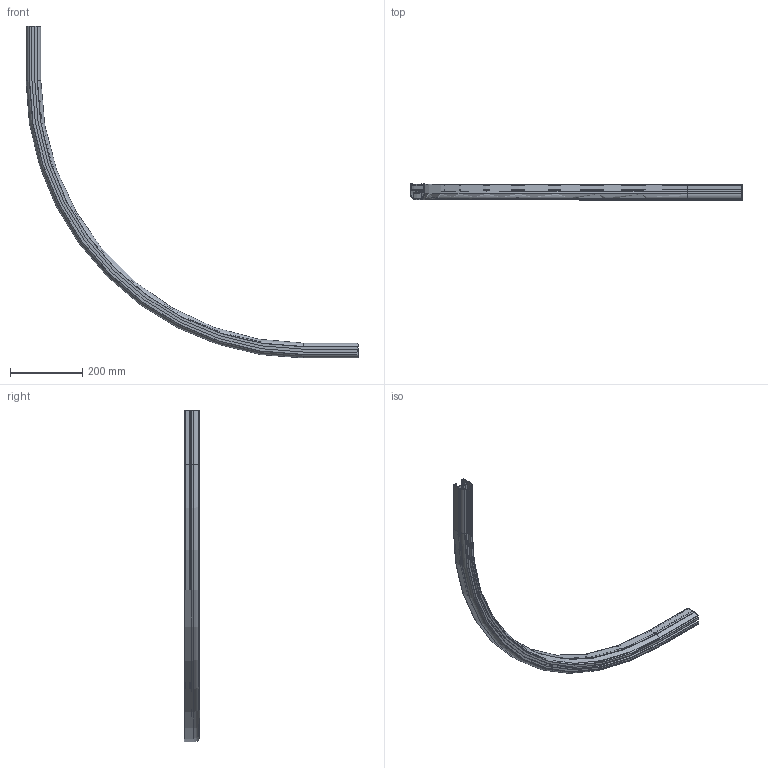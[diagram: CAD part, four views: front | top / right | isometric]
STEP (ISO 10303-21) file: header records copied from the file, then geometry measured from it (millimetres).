
FILE_DESCRIPTION (( 'STEP AP203' ), '1' );
FILE_NAME ('T81070.STEP', '2018-09-13T11:14:18', ( '' ), ( '' ), 'SwSTEP 2.0', 'SolidWorks 2016', '' );
FILE_SCHEMA (( 'CONFIG_CONTROL_DESIGN' ));
Length unit declared in the file: millimetre
Products named in the file (1): T81070
Bounding box: 920.5 x 43 x 920.5 mm (x, y, z)
Volume: 719274.8 mm3; surface area: 617167.1 mm2
Topology: 1 solids, 1 shells, 165 faces, 423 edges, 260 vertices
Faces by surface type: cylinder 82, plane 50, torus 33
Entity records: 5095 total; most frequent: DIRECTION 952, CARTESIAN_POINT 849, ORIENTED_EDGE 846, EDGE_CURVE 423, AXIS2_PLACEMENT_3D 363, VERTEX_POINT 260, LINE 226, VECTOR 226
